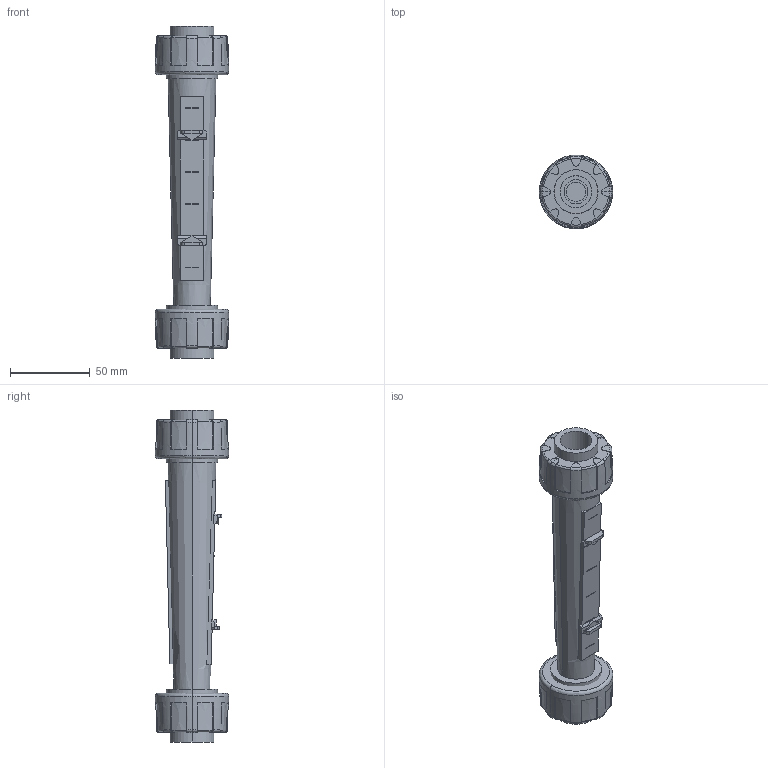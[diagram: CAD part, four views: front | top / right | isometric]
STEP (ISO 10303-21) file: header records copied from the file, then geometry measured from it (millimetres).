
FILE_DESCRIPTION(('STEP AP214'),'1');
FILE_NAME('cctmp_A230A55E-680A-4FD0-91E6-E1E48FF4296E_2021_11_30_13_37_41_730..stp','2021-11-30T12:37:42',('ASV Stübbe GmbH & Co. KG'),('CADClick - www.CADClick.com'),'Spatial InterOp 3D',' ','unknown authorization');
FILE_SCHEMA(('AUTOMOTIVE_DESIGN'));
Length unit declared in the file: millimetre
Products named in the file (4): DFM 170-DN15-PVC-U Muffe DIN
Assembly tree (3 placements, depth 2):
  (unnamed)
    DFM 170-DN15-PVC-U Muffe DIN
    DFM 170-DN15-PVC-U Muffe DIN
    DFM 170-DN15-PVC-U Muffe DIN
Bounding box: 46 x 45.94 x 208 mm (x, y, z)
Volume: 145122.6 mm3; surface area: 48798.3 mm2
Topology: 7 solids, 7 shells, 299 faces, 838 edges, 540 vertices
Faces by surface type: plane 122, cylinder 91, torus 44, cone 22, sphere 20
Entity records: 13715 total; most frequent: CARTESIAN_POINT 3673, ORIENTED_EDGE 1612, DIRECTION 1566, EDGE_CURVE 806, AXIS2_PLACEMENT_3D 641, VERTEX_POINT 540, CIRCLE 334, EDGE_LOOP 326
